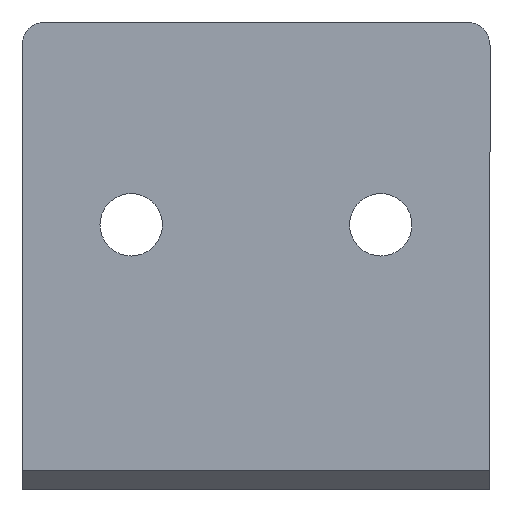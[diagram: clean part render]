
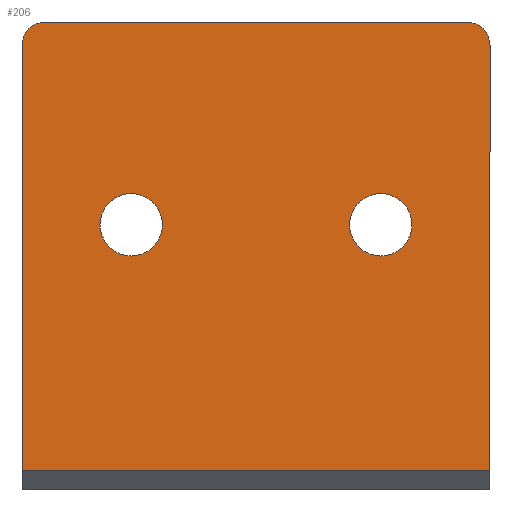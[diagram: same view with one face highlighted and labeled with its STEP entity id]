
A CAD part, front view. The second image highlights one B-rep face of the part: STEP entity #206.
In plain terms, the highlighted planar face has unit normal (0, -1, 0).
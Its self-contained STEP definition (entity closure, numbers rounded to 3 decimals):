
#206=ADVANCED_FACE('',(#772,#774,#776),#778,.T.);
#772=FACE_BOUND('',#773,.T.);
#773=EDGE_LOOP('',(#1469,#1470,#1471,#1472,#1473,#1474));
#774=FACE_BOUND('',#775,.T.);
#775=EDGE_LOOP('',(#1475));
#776=FACE_BOUND('',#777,.T.);
#777=EDGE_LOOP('',(#1476));
#778=PLANE('',#779);
#779=AXIS2_PLACEMENT_3D('',#780,#781,#782);
#780=CARTESIAN_POINT('',(-30.,0.,30.));
#781=DIRECTION('',(0.,-1.,0.));
#782=DIRECTION('',(0.,0.,-1.));
#1469=ORIENTED_EDGE('',*,*,#1723,.F.);
#1470=ORIENTED_EDGE('',*,*,#1706,.T.);
#1471=ORIENTED_EDGE('',*,*,#1716,.T.);
#1472=ORIENTED_EDGE('',*,*,#1697,.F.);
#1473=ORIENTED_EDGE('',*,*,#1724,.F.);
#1474=ORIENTED_EDGE('',*,*,#1719,.F.);
#1475=ORIENTED_EDGE('',*,*,#1725,.T.);
#1476=ORIENTED_EDGE('',*,*,#1726,.T.);
#1697=EDGE_CURVE('',#1878,#1880,#1881,.T.);
#1706=EDGE_CURVE('',#1895,#1893,#1896,.T.);
#1716=EDGE_CURVE('',#1893,#1880,#1914,.T.);
#1719=EDGE_CURVE('',#1918,#1920,#1921,.T.);
#1723=EDGE_CURVE('',#1895,#1918,#1927,.F.);
#1724=EDGE_CURVE('',#1920,#1878,#1928,.F.);
#1725=EDGE_CURVE('',#1929,#1929,#1930,.T.);
#1726=EDGE_CURVE('',#1931,#1931,#1932,.T.);
#1878=VERTEX_POINT('',#2202);
#1880=VERTEX_POINT('',#2206);
#1881=LINE('',#2207,#2208);
#1893=VERTEX_POINT('',#2235);
#1895=VERTEX_POINT('',#2239);
#1896=LINE('',#2240,#2241);
#1914=LINE('',#2280,#2281);
#1918=VERTEX_POINT('',#2288);
#1920=VERTEX_POINT('',#2292);
#1921=LINE('',#2293,#2294);
#1927=CIRCLE('',#2309,1.5);
#1928=CIRCLE('',#2313,1.5);
#1929=VERTEX_POINT('',#2317);
#1930=CIRCLE('',#2318,2.);
#1931=VERTEX_POINT('',#2322);
#1932=CIRCLE('',#2323,2.);
#2202=CARTESIAN_POINT('',(0.,0.,28.5));
#2206=CARTESIAN_POINT('',(0.,0.,1.25));
#2207=CARTESIAN_POINT('',(0.,0.,28.5));
#2208=VECTOR('',#2209,1.);
#2209=DIRECTION('',(0.,0.,-1.));
#2235=CARTESIAN_POINT('',(-30.,0.,1.25));
#2239=CARTESIAN_POINT('',(-30.,0.,28.5));
#2240=CARTESIAN_POINT('',(-30.,0.,28.5));
#2241=VECTOR('',#2242,1.);
#2242=DIRECTION('',(0.,0.,-1.));
#2280=CARTESIAN_POINT('',(-30.,0.,1.25));
#2281=VECTOR('',#2282,1.);
#2282=DIRECTION('',(1.,0.,0.));
#2288=CARTESIAN_POINT('',(-28.5,0.,30.));
#2292=CARTESIAN_POINT('',(-1.5,0.,30.));
#2293=CARTESIAN_POINT('',(-28.5,0.,30.));
#2294=VECTOR('',#2295,1.);
#2295=DIRECTION('',(1.,0.,0.));
#2309=AXIS2_PLACEMENT_3D('',#2310,#2311,#2312);
#2310=CARTESIAN_POINT('',(-28.5,0.,28.5));
#2311=DIRECTION('',(0.,-1.,0.));
#2312=DIRECTION('',(0.,0.,1.));
#2313=AXIS2_PLACEMENT_3D('',#2314,#2315,#2316);
#2314=CARTESIAN_POINT('',(-1.5,0.,28.5));
#2315=DIRECTION('',(0.,-1.,0.));
#2316=DIRECTION('',(1.,0.,0.));
#2317=CARTESIAN_POINT('',(-25.,0.,17.));
#2318=AXIS2_PLACEMENT_3D('',#2319,#2320,#2321);
#2319=CARTESIAN_POINT('',(-23.,0.,17.));
#2320=DIRECTION('',(0.,1.,0.));
#2321=DIRECTION('',(-1.,0.,0.));
#2322=CARTESIAN_POINT('',(-9.,0.,17.));
#2323=AXIS2_PLACEMENT_3D('',#2324,#2325,#2326);
#2324=CARTESIAN_POINT('',(-7.,0.,17.));
#2325=DIRECTION('',(0.,1.,0.));
#2326=DIRECTION('',(-1.,0.,0.));
